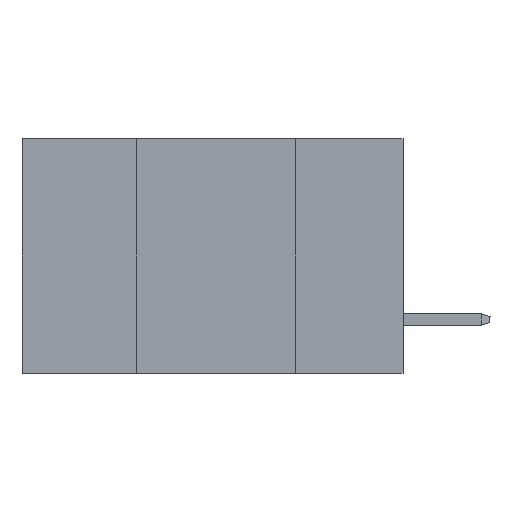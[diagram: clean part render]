
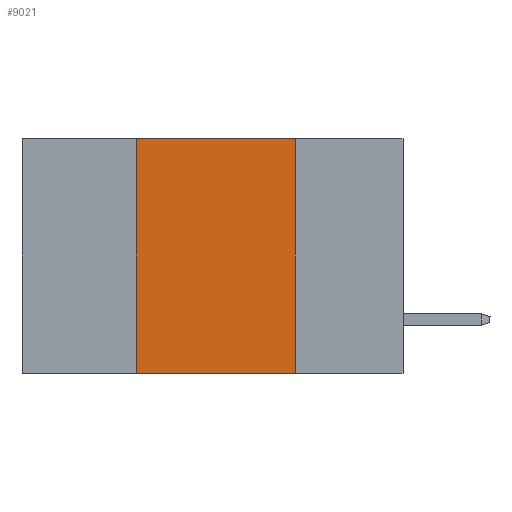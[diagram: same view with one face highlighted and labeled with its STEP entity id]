
A CAD part, left-side view. The second image highlights one B-rep face of the part: STEP entity #9021.
In plain terms, the highlighted planar face has unit normal (-1, 0, 0).
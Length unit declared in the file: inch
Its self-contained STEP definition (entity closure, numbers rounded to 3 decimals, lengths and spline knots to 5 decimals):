
#3 = CARTESIAN_POINT ( 'NONE',  ( 0., 0.42, 0. ) ) ;
#862 = LINE ( 'NONE', #3195, #2795 ) ;
#2657 = CARTESIAN_POINT ( 'NONE',  ( 0., 0.6, 0. ) ) ;
#2795 = VECTOR ( 'NONE', #11985, 39.37008 ) ;
#2926 = DIRECTION ( 'NONE',  ( 0., 0., 1. ) ) ;
#3195 = CARTESIAN_POINT ( 'NONE',  ( 0., 0.17, 0. ) ) ;
#3314 = LINE ( 'NONE', #27222, #28502 ) ;
#7572 = AXIS2_PLACEMENT_3D ( 'NONE', #2657, #28473, #12469 ) ;
#8167 = VECTOR ( 'NONE', #31228, 39.37008 ) ;
#9021 = ADVANCED_FACE ( 'NONE', ( #16320 ), #27274, .F. ) ;
#9261 = CARTESIAN_POINT ( 'NONE',  ( 0., 0.17, -0.37 ) ) ;
#9436 = EDGE_CURVE ( 'NONE', #16961, #30745, #32923, .T. ) ;
#11272 = EDGE_CURVE ( 'NONE', #30745, #16050, #20448, .T. ) ;
#11985 = DIRECTION ( 'NONE',  ( 0., 0., -1. ) ) ;
#12469 = DIRECTION ( 'NONE',  ( 0., 0., -1. ) ) ;
#12901 = ORIENTED_EDGE ( 'NONE', *, *, #9436, .F. ) ;
#14141 = CARTESIAN_POINT ( 'NONE',  ( 0., 0.17, 0. ) ) ;
#14878 = CARTESIAN_POINT ( 'NONE',  ( 0., 0.6, 0. ) ) ;
#15436 = CARTESIAN_POINT ( 'NONE',  ( 0., 0.42, -0.37 ) ) ;
#16050 = VERTEX_POINT ( 'NONE', #14141 ) ;
#16320 = FACE_OUTER_BOUND ( 'NONE', #31810, .T. ) ;
#16578 = CARTESIAN_POINT ( 'NONE',  ( 0., 0.42, 0. ) ) ;
#16961 = VERTEX_POINT ( 'NONE', #15436 ) ;
#20448 = LINE ( 'NONE', #14878, #8167 ) ;
#20754 = VECTOR ( 'NONE', #2926, 39.37008 ) ;
#23274 = EDGE_CURVE ( 'NONE', #16961, #32299, #3314, .T. ) ;
#24261 = ORIENTED_EDGE ( 'NONE', *, *, #25821, .F. ) ;
#25821 = EDGE_CURVE ( 'NONE', #16050, #32299, #862, .T. ) ;
#25868 = ORIENTED_EDGE ( 'NONE', *, *, #11272, .F. ) ;
#26475 = ORIENTED_EDGE ( 'NONE', *, *, #23274, .T. ) ;
#27222 = CARTESIAN_POINT ( 'NONE',  ( 0., 0.6, -0.37 ) ) ;
#27274 = PLANE ( 'NONE',  #7572 ) ;
#27927 = DIRECTION ( 'NONE',  ( 0., -1., 0. ) ) ;
#28473 = DIRECTION ( 'NONE',  ( 1., 0., 0. ) ) ;
#28502 = VECTOR ( 'NONE', #27927, 39.37008 ) ;
#30745 = VERTEX_POINT ( 'NONE', #3 ) ;
#31228 = DIRECTION ( 'NONE',  ( 0., -1., 0. ) ) ;
#31810 = EDGE_LOOP ( 'NONE', ( #24261, #25868, #12901, #26475 ) ) ;
#32299 = VERTEX_POINT ( 'NONE', #9261 ) ;
#32923 = LINE ( 'NONE', #16578, #20754 ) ;
